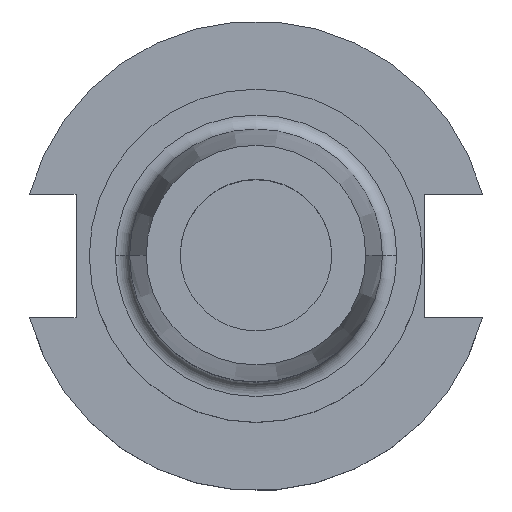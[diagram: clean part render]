
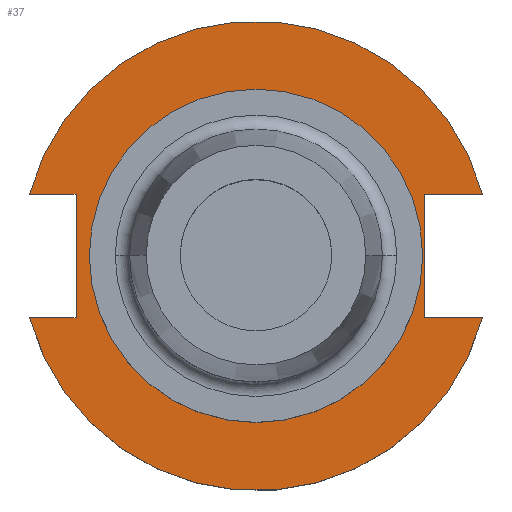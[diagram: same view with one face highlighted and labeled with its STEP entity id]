
A CAD part, top view. The second image highlights one B-rep face of the part: STEP entity #37.
In plain terms, the highlighted planar face has unit normal (0, 0, 1).
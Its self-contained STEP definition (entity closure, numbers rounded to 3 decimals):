
#28 = DIRECTION ( 'NONE',  ( 1., 0., 0. ) ) ;
#37 = ADVANCED_FACE ( 'NONE', ( #844, #186 ), #879, .T. ) ;
#74 = CARTESIAN_POINT ( 'NONE',  ( 47.477, 12.954, 19.05 ) ) ;
#89 = CARTESIAN_POINT ( 'NONE',  ( 0., 0., 19.05 ) ) ;
#105 = LINE ( 'NONE', #273, #1504 ) ;
#106 = CARTESIAN_POINT ( 'NONE',  ( -37.719, 12.954, 19.05 ) ) ;
#170 = LINE ( 'NONE', #438, #516 ) ;
#186 = FACE_OUTER_BOUND ( 'NONE', #1587, .T. ) ;
#263 = DIRECTION ( 'NONE',  ( 1., 0., 0. ) ) ;
#271 = CIRCLE ( 'NONE', #1368, 34.925 ) ;
#272 = VECTOR ( 'NONE', #263, 1000. ) ;
#273 = CARTESIAN_POINT ( 'NONE',  ( 35.306, -12.954, 19.05 ) ) ;
#277 = VERTEX_POINT ( 'NONE', #1199 ) ;
#284 = VERTEX_POINT ( 'NONE', #949 ) ;
#297 = VERTEX_POINT ( 'NONE', #1626 ) ;
#310 = VECTOR ( 'NONE', #1040, 1000. ) ;
#316 = LINE ( 'NONE', #1234, #272 ) ;
#320 = ORIENTED_EDGE ( 'NONE', *, *, #458, .F. ) ;
#336 = CARTESIAN_POINT ( 'NONE',  ( -37.719, 12.954, 19.05 ) ) ;
#337 = AXIS2_PLACEMENT_3D ( 'NONE', #1147, #1154, #1163 ) ;
#341 = VERTEX_POINT ( 'NONE', #952 ) ;
#360 = DIRECTION ( 'NONE',  ( 1., 0., 0. ) ) ;
#408 = EDGE_CURVE ( 'NONE', #590, #1548, #170, .T. ) ;
#438 = CARTESIAN_POINT ( 'NONE',  ( -63.719, 12.954, 19.05 ) ) ;
#458 = EDGE_CURVE ( 'NONE', #1327, #1178, #1070, .T. ) ;
#475 = VECTOR ( 'NONE', #1580, 1000. ) ;
#516 = VECTOR ( 'NONE', #1128, 1000. ) ;
#517 = ORIENTED_EDGE ( 'NONE', *, *, #1328, .F. ) ;
#562 = CARTESIAN_POINT ( 'NONE',  ( -34.925, 0., 19.05 ) ) ;
#571 = ORIENTED_EDGE ( 'NONE', *, *, #1160, .T. ) ;
#590 = VERTEX_POINT ( 'NONE', #336 ) ;
#650 = DIRECTION ( 'NONE',  ( 1., 0., 0. ) ) ;
#655 = ORIENTED_EDGE ( 'NONE', *, *, #1339, .T. ) ;
#728 = DIRECTION ( 'NONE',  ( 0., 0., 1. ) ) ;
#734 = CARTESIAN_POINT ( 'NONE',  ( 0., 0., 19.05 ) ) ;
#739 = ORIENTED_EDGE ( 'NONE', *, *, #1559, .F. ) ;
#771 = DIRECTION ( 'NONE',  ( 0., 0., 1. ) ) ;
#777 = CARTESIAN_POINT ( 'NONE',  ( -47.477, -12.954, 19.05 ) ) ;
#785 = DIRECTION ( 'NONE',  ( 1., 0., 0. ) ) ;
#793 = LINE ( 'NONE', #1004, #475 ) ;
#810 = CIRCLE ( 'NONE', #945, 49.212 ) ;
#818 = CARTESIAN_POINT ( 'NONE',  ( 35.306, 12.954, 19.05 ) ) ;
#842 = EDGE_CURVE ( 'NONE', #297, #590, #1068, .T. ) ;
#844 = FACE_BOUND ( 'NONE', #1665, .T. ) ;
#857 = CARTESIAN_POINT ( 'NONE',  ( 0., 49.212, 19.05 ) ) ;
#867 = DIRECTION ( 'NONE',  ( 0., -1., 0. ) ) ;
#879 = PLANE ( 'NONE',  #965 ) ;
#924 = ORIENTED_EDGE ( 'NONE', *, *, #1377, .F. ) ;
#945 = AXIS2_PLACEMENT_3D ( 'NONE', #734, #771, #785 ) ;
#949 = CARTESIAN_POINT ( 'NONE',  ( 35.306, 12.954, 19.05 ) ) ;
#952 = CARTESIAN_POINT ( 'NONE',  ( 47.477, -12.954, 19.05 ) ) ;
#965 = AXIS2_PLACEMENT_3D ( 'NONE', #857, #1162, #360 ) ;
#1002 = ORIENTED_EDGE ( 'NONE', *, *, #842, .F. ) ;
#1004 = CARTESIAN_POINT ( 'NONE',  ( 35.306, 12.954, 19.05 ) ) ;
#1017 = ORIENTED_EDGE ( 'NONE', *, *, #408, .F. ) ;
#1040 = DIRECTION ( 'NONE',  ( 0., 1., 0. ) ) ;
#1068 = LINE ( 'NONE', #106, #310 ) ;
#1070 = CIRCLE ( 'NONE', #337, 34.925 ) ;
#1095 = VECTOR ( 'NONE', #867, 1000. ) ;
#1128 = DIRECTION ( 'NONE',  ( -1., 0., 0. ) ) ;
#1141 = LINE ( 'NONE', #818, #1095 ) ;
#1147 = CARTESIAN_POINT ( 'NONE',  ( 0., 0., 19.05 ) ) ;
#1151 = ORIENTED_EDGE ( 'NONE', *, *, #1191, .F. ) ;
#1154 = DIRECTION ( 'NONE',  ( 0., 0., 1. ) ) ;
#1160 = EDGE_CURVE ( 'NONE', #1498, #341, #1404, .T. ) ;
#1162 = DIRECTION ( 'NONE',  ( 0., 0., 1. ) ) ;
#1163 = DIRECTION ( 'NONE',  ( 1., 0., 0. ) ) ;
#1178 = VERTEX_POINT ( 'NONE', #1499 ) ;
#1191 = EDGE_CURVE ( 'NONE', #1498, #297, #316, .T. ) ;
#1199 = CARTESIAN_POINT ( 'NONE',  ( 35.306, -12.954, 19.05 ) ) ;
#1234 = CARTESIAN_POINT ( 'NONE',  ( -63.719, -12.954, 19.05 ) ) ;
#1317 = CARTESIAN_POINT ( 'NONE',  ( -47.477, 12.954, 19.05 ) ) ;
#1327 = VERTEX_POINT ( 'NONE', #562 ) ;
#1328 = EDGE_CURVE ( 'NONE', #277, #341, #105, .T. ) ;
#1339 = EDGE_CURVE ( 'NONE', #1601, #1548, #810, .T. ) ;
#1357 = AXIS2_PLACEMENT_3D ( 'NONE', #1553, #1565, #1596 ) ;
#1368 = AXIS2_PLACEMENT_3D ( 'NONE', #89, #728, #28 ) ;
#1377 = EDGE_CURVE ( 'NONE', #284, #277, #1141, .T. ) ;
#1404 = CIRCLE ( 'NONE', #1357, 49.212 ) ;
#1498 = VERTEX_POINT ( 'NONE', #777 ) ;
#1499 = CARTESIAN_POINT ( 'NONE',  ( 34.925, 0., 19.05 ) ) ;
#1504 = VECTOR ( 'NONE', #650, 1000. ) ;
#1510 = ORIENTED_EDGE ( 'NONE', *, *, #1693, .F. ) ;
#1548 = VERTEX_POINT ( 'NONE', #1317 ) ;
#1553 = CARTESIAN_POINT ( 'NONE',  ( 0., 0., 19.05 ) ) ;
#1559 = EDGE_CURVE ( 'NONE', #1601, #284, #793, .T. ) ;
#1565 = DIRECTION ( 'NONE',  ( 0., 0., 1. ) ) ;
#1580 = DIRECTION ( 'NONE',  ( -1., 0., 0. ) ) ;
#1587 = EDGE_LOOP ( 'NONE', ( #571, #517, #924, #739, #655, #1017, #1002, #1151 ) ) ;
#1596 = DIRECTION ( 'NONE',  ( 1., 0., 0. ) ) ;
#1601 = VERTEX_POINT ( 'NONE', #74 ) ;
#1626 = CARTESIAN_POINT ( 'NONE',  ( -37.719, -12.954, 19.05 ) ) ;
#1665 = EDGE_LOOP ( 'NONE', ( #1510, #320 ) ) ;
#1693 = EDGE_CURVE ( 'NONE', #1178, #1327, #271, .T. ) ;
